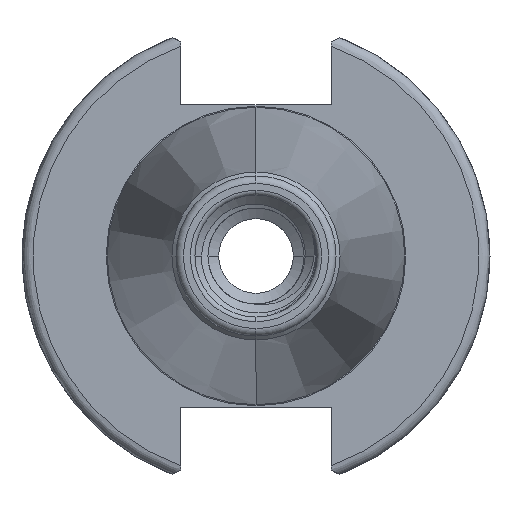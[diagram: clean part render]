
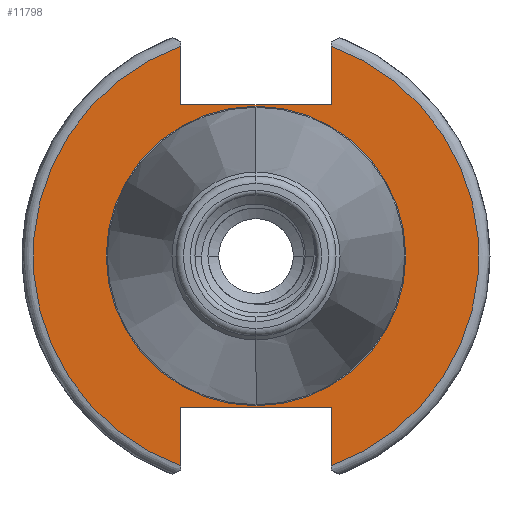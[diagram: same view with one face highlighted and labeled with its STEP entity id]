
A CAD part, left-side view. The second image highlights one B-rep face of the part: STEP entity #11798.
In plain terms, the highlighted planar face has unit normal (-1, 0, 0).
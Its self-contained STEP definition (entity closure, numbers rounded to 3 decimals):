
#21 = VERTEX_POINT ( 'NONE', #3425 ) ;
#38 = VERTEX_POINT ( 'NONE', #3475 ) ;
#1840 = CARTESIAN_POINT ( 'NONE',  ( -4., 8.075, -22.495 ) ) ;
#1898 = CARTESIAN_POINT ( 'NONE',  ( -4., 8.075, 16.2 ) ) ;
#1901 = CARTESIAN_POINT ( 'NONE',  ( -4., -8.075, 22.495 ) ) ;
#1907 = CARTESIAN_POINT ( 'NONE',  ( -4., 8.075, -16.2 ) ) ;
#1911 = CARTESIAN_POINT ( 'NONE',  ( -4., -8.075, -16.2 ) ) ;
#1931 = CARTESIAN_POINT ( 'NONE',  ( -4., -8.075, -22.495 ) ) ;
#1945 = CARTESIAN_POINT ( 'NONE',  ( -4., 8.075, 22.495 ) ) ;
#1955 = CARTESIAN_POINT ( 'NONE',  ( -4., -8.075, 16.2 ) ) ;
#2329 = DIRECTION ( 'NONE',  ( -1., 0., 0. ) ) ;
#2362 = DIRECTION ( 'NONE',  ( 0., 0., 1. ) ) ;
#2366 = CARTESIAN_POINT ( 'NONE',  ( -4., 0., 0. ) ) ;
#3425 = CARTESIAN_POINT ( 'NONE',  ( -4., 0., -16.062 ) ) ;
#3475 = CARTESIAN_POINT ( 'NONE',  ( -4., 0., 16.062 ) ) ;
#6545 = CARTESIAN_POINT ( 'NONE',  ( -4., -8.075, 25.1 ) ) ;
#6547 = CARTESIAN_POINT ( 'NONE',  ( -4., 8.075, 25.1 ) ) ;
#6549 = DIRECTION ( 'NONE',  ( 0., 0., -1. ) ) ;
#6569 = DIRECTION ( 'NONE',  ( 0., 0., -1. ) ) ;
#6585 = CARTESIAN_POINT ( 'NONE',  ( -4., 0., 0. ) ) ;
#6590 = CARTESIAN_POINT ( 'NONE',  ( -4., -8.075, 16.2 ) ) ;
#6593 = DIRECTION ( 'NONE',  ( 0., -1., 0. ) ) ;
#6616 = DIRECTION ( 'NONE',  ( -1., 0., 0. ) ) ;
#6620 = DIRECTION ( 'NONE',  ( 0., 0., 1. ) ) ;
#6735 = DIRECTION ( 'NONE',  ( -1., 0., 0. ) ) ;
#6737 = DIRECTION ( 'NONE',  ( 0., 0., 1. ) ) ;
#6738 = CARTESIAN_POINT ( 'NONE',  ( -4., 0., 0. ) ) ;
#6778 = DIRECTION ( 'NONE',  ( 0., -1., 0. ) ) ;
#6788 = DIRECTION ( 'NONE',  ( 0., 0., 1. ) ) ;
#6791 = CARTESIAN_POINT ( 'NONE',  ( -4., 0., 0. ) ) ;
#6794 = CARTESIAN_POINT ( 'NONE',  ( -4., 8.075, -25.1 ) ) ;
#6798 = DIRECTION ( 'NONE',  ( 0., 0., 1. ) ) ;
#6804 = CARTESIAN_POINT ( 'NONE',  ( -4., -8.075, -16.2 ) ) ;
#6820 = DIRECTION ( 'NONE',  ( -1., 0., 0. ) ) ;
#6829 = DIRECTION ( 'NONE',  ( 0., 0., 1. ) ) ;
#6830 = CARTESIAN_POINT ( 'NONE',  ( -4., -8.075, -25.1 ) ) ;
#8514 = EDGE_LOOP ( 'NONE', ( #8595, #8580, #8634, #8636, #8542, #8573, #8631, #8646 ) ) ;
#8526 = EDGE_LOOP ( 'NONE', ( #8596, #8644 ) ) ;
#8542 = ORIENTED_EDGE ( 'NONE', *, *, #13365, .T. ) ;
#8573 = ORIENTED_EDGE ( 'NONE', *, *, #13325, .T. ) ;
#8580 = ORIENTED_EDGE ( 'NONE', *, *, #13368, .T. ) ;
#8595 = ORIENTED_EDGE ( 'NONE', *, *, #13361, .T. ) ;
#8596 = ORIENTED_EDGE ( 'NONE', *, *, #13335, .F. ) ;
#8631 = ORIENTED_EDGE ( 'NONE', *, *, #13339, .F. ) ;
#8634 = ORIENTED_EDGE ( 'NONE', *, *, #13371, .T. ) ;
#8636 = ORIENTED_EDGE ( 'NONE', *, *, #13376, .F. ) ;
#8644 = ORIENTED_EDGE ( 'NONE', *, *, #13595, .F. ) ;
#8646 = ORIENTED_EDGE ( 'NONE', *, *, #13328, .F. ) ;
#10143 = CIRCLE ( 'NONE', #13165, 16.062 ) ;
#10205 = FACE_BOUND ( 'NONE', #8526, .T. ) ;
#10207 = FACE_OUTER_BOUND ( 'NONE', #8514, .T. ) ;
#10506 = LINE ( 'NONE', #6545, #10513 ) ;
#10513 = VECTOR ( 'NONE', #6569, 1000. ) ;
#10518 = CIRCLE ( 'NONE', #13838, 16.062 ) ;
#10520 = VECTOR ( 'NONE', #6549, 1000. ) ;
#10556 = LINE ( 'NONE', #6547, #10520 ) ;
#10583 = LINE ( 'NONE', #6590, #10592 ) ;
#10592 = VECTOR ( 'NONE', #6593, 1000. ) ;
#11129 = CIRCLE ( 'NONE', #13845, 23.9 ) ;
#11185 = LINE ( 'NONE', #6804, #11242 ) ;
#11189 = CIRCLE ( 'NONE', #13844, 23.9 ) ;
#11201 = LINE ( 'NONE', #6794, #11217 ) ;
#11217 = VECTOR ( 'NONE', #6798, 1000. ) ;
#11242 = VECTOR ( 'NONE', #6778, 1000. ) ;
#11253 = LINE ( 'NONE', #6830, #11255 ) ;
#11255 = VECTOR ( 'NONE', #6829, 1000. ) ;
#11798 = ADVANCED_FACE ( 'NONE', ( #10207, #10205 ), #12062, .F. ) ;
#12023 = DIRECTION ( 'NONE',  ( 0., 0., -1. ) ) ;
#12062 = PLANE ( 'NONE',  #13819 ) ;
#12066 = CARTESIAN_POINT ( 'NONE',  ( -4., 16.062, 0. ) ) ;
#12067 = DIRECTION ( 'NONE',  ( 1., 0., 0. ) ) ;
#13165 = AXIS2_PLACEMENT_3D ( 'NONE', #2366, #2329, #2362 ) ;
#13325 = EDGE_CURVE ( 'NONE', #14120, #14153, #10506, .T. ) ;
#13328 = EDGE_CURVE ( 'NONE', #14133, #14117, #10556, .T. ) ;
#13335 = EDGE_CURVE ( 'NONE', #38, #21, #10518, .T. ) ;
#13339 = EDGE_CURVE ( 'NONE', #14117, #14153, #10583, .T. ) ;
#13361 = EDGE_CURVE ( 'NONE', #14133, #14123, #11129, .T. ) ;
#13365 = EDGE_CURVE ( 'NONE', #14152, #14120, #11189, .T. ) ;
#13368 = EDGE_CURVE ( 'NONE', #14123, #14129, #11201, .T. ) ;
#13371 = EDGE_CURVE ( 'NONE', #14129, #14140, #11185, .T. ) ;
#13376 = EDGE_CURVE ( 'NONE', #14152, #14140, #11253, .T. ) ;
#13595 = EDGE_CURVE ( 'NONE', #21, #38, #10143, .T. ) ;
#13819 = AXIS2_PLACEMENT_3D ( 'NONE', #12066, #12067, #12023 ) ;
#13838 = AXIS2_PLACEMENT_3D ( 'NONE', #6585, #6616, #6620 ) ;
#13844 = AXIS2_PLACEMENT_3D ( 'NONE', #6791, #6820, #6788 ) ;
#13845 = AXIS2_PLACEMENT_3D ( 'NONE', #6738, #6735, #6737 ) ;
#14117 = VERTEX_POINT ( 'NONE', #1898 ) ;
#14120 = VERTEX_POINT ( 'NONE', #1901 ) ;
#14123 = VERTEX_POINT ( 'NONE', #1840 ) ;
#14129 = VERTEX_POINT ( 'NONE', #1907 ) ;
#14133 = VERTEX_POINT ( 'NONE', #1945 ) ;
#14140 = VERTEX_POINT ( 'NONE', #1911 ) ;
#14152 = VERTEX_POINT ( 'NONE', #1931 ) ;
#14153 = VERTEX_POINT ( 'NONE', #1955 ) ;
